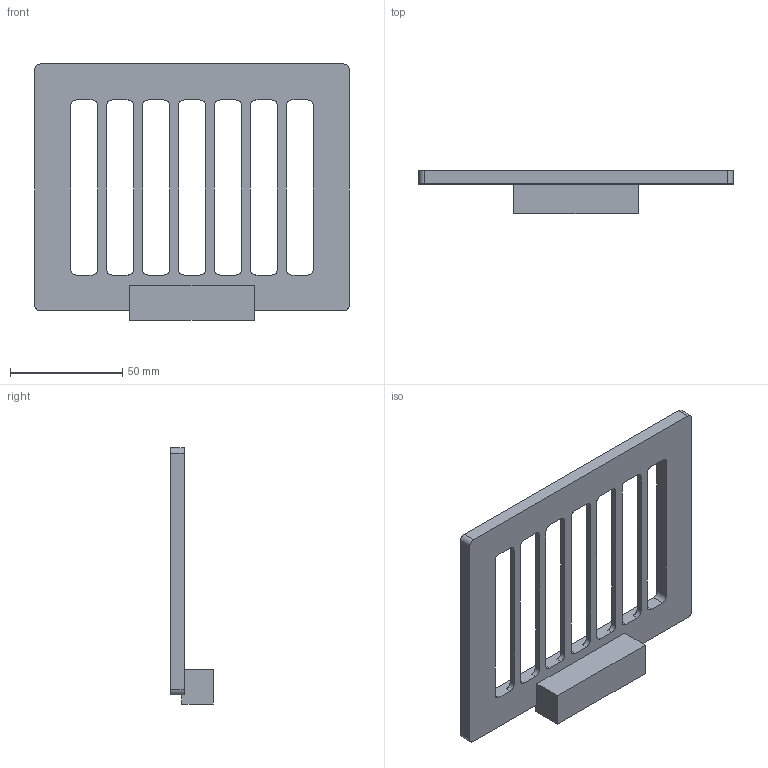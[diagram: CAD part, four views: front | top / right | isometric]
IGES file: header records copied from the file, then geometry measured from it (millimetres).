
Start section:  PTC IGES file: 28500.igs
Global section: file name: 28500.igs; native system: Creo Parametric by PTC Inc.; preprocessor: 2025093; author: SwamiS; organization: Unknown; date: 20251204.171845; units: inch
Bounding box: 140 x 19 x 114.02 mm (x, y, z)
Surface area: 27388.9 mm2 (no closed solid volume)
Topology: 0 solids, 0 shells, 66 faces, 420 edges, 420 vertices
Faces by surface type: bspline 34, revolution 32
